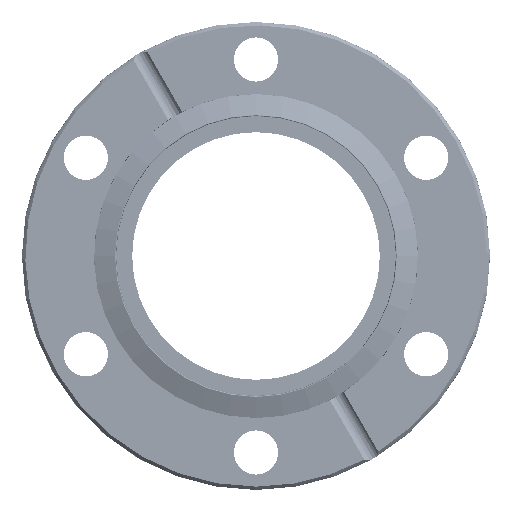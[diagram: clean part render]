
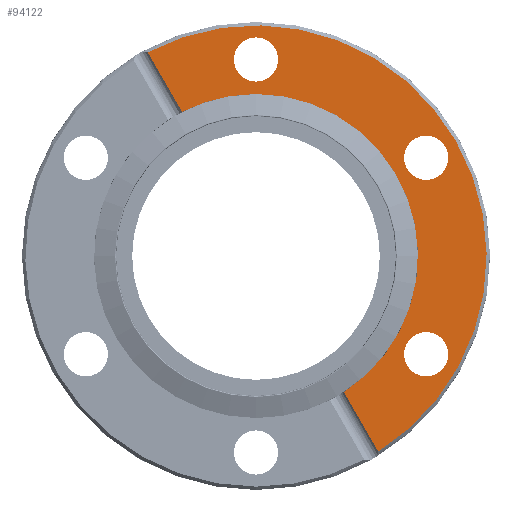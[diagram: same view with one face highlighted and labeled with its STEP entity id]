
A CAD part, left-side view. The second image highlights one B-rep face of the part: STEP entity #94122.
In plain terms, the highlighted planar face has unit normal (-1, 0, 0).
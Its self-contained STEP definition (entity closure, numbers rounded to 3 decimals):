
#1300 = EDGE_LOOP ( 'NONE', ( #128444, #149939 ) ) ;
#1704 = DIRECTION ( 'NONE',  ( 0., -0.5, -0.866 ) ) ;
#2583 = VERTEX_POINT ( 'NONE', #80825 ) ;
#3267 = CIRCLE ( 'NONE', #126285, 3.3 ) ;
#3322 = DIRECTION ( 'NONE',  ( 0., 0., 1. ) ) ;
#3558 = CARTESIAN_POINT ( 'NONE',  ( -53.35, 0., 32.65 ) ) ;
#4601 = AXIS2_PLACEMENT_3D ( 'NONE', #22783, #108514, #35146 ) ;
#5587 = DIRECTION ( 'NONE',  ( 0., 0., 1. ) ) ;
#5981 = CARTESIAN_POINT ( 'NONE',  ( -53.35, 0., 0. ) ) ;
#6514 = VECTOR ( 'NONE', #97955, 1000. ) ;
#6525 = CARTESIAN_POINT ( 'NONE',  ( -53.35, -18.254, -29.216 ) ) ;
#9144 = FACE_BOUND ( 'NONE', #1300, .T. ) ;
#10577 = CARTESIAN_POINT ( 'NONE',  ( -53.35, -25.418, -14.675 ) ) ;
#15726 = FACE_BOUND ( 'NONE', #96599, .T. ) ;
#16596 = LINE ( 'NONE', #62357, #77999 ) ;
#18325 = DIRECTION ( 'NONE',  ( 0., 0., 1. ) ) ;
#19439 = CARTESIAN_POINT ( 'NONE',  ( -53.35, 0., 26.05 ) ) ;
#20650 = CIRCLE ( 'NONE', #93489, 3.3 ) ;
#22783 = CARTESIAN_POINT ( 'NONE',  ( -53.35, 0., 0. ) ) ;
#22929 = DIRECTION ( 'NONE',  ( 0., 0., 1. ) ) ;
#23024 = CARTESIAN_POINT ( 'NONE',  ( -53.35, -25.418, 14.675 ) ) ;
#25634 = ORIENTED_EDGE ( 'NONE', *, *, #70602, .F. ) ;
#25920 = CARTESIAN_POINT ( 'NONE',  ( -53.35, -25.418, -11.375 ) ) ;
#25921 = EDGE_CURVE ( 'NONE', #89539, #87160, #128929, .T. ) ;
#27309 = AXIS2_PLACEMENT_3D ( 'NONE', #152247, #79035, #5587 ) ;
#29619 = VERTEX_POINT ( 'NONE', #3558 ) ;
#33064 = ORIENTED_EDGE ( 'NONE', *, *, #77632, .F. ) ;
#34136 = AXIS2_PLACEMENT_3D ( 'NONE', #44269, #129895, #56676 ) ;
#35146 = DIRECTION ( 'NONE',  ( 0., 0., 1. ) ) ;
#35396 = DIRECTION ( 'NONE',  ( 0., 0., 1. ) ) ;
#35637 = CARTESIAN_POINT ( 'NONE',  ( -53.35, 0., 24.2 ) ) ;
#35838 = CARTESIAN_POINT ( 'NONE',  ( -53.35, -25.418, 14.675 ) ) ;
#38504 = CIRCLE ( 'NONE', #152243, 3.3 ) ;
#39431 = CIRCLE ( 'NONE', #142972, 24.2 ) ;
#39848 = VERTEX_POINT ( 'NONE', #134922 ) ;
#42359 = VERTEX_POINT ( 'NONE', #112946 ) ;
#44269 = CARTESIAN_POINT ( 'NONE',  ( -53.35, 0., 0. ) ) ;
#44540 = FACE_OUTER_BOUND ( 'NONE', #125185, .T. ) ;
#48218 = DIRECTION ( 'NONE',  ( 0., 0., 1. ) ) ;
#48875 = CARTESIAN_POINT ( 'NONE',  ( -53.35, 0., 29.35 ) ) ;
#50528 = ORIENTED_EDGE ( 'NONE', *, *, #71322, .F. ) ;
#52712 = ORIENTED_EDGE ( 'NONE', *, *, #137343, .T. ) ;
#55290 = ORIENTED_EDGE ( 'NONE', *, *, #88121, .T. ) ;
#56676 = DIRECTION ( 'NONE',  ( 0., 0., 1. ) ) ;
#61217 = DIRECTION ( 'NONE',  ( 0., 0., 1. ) ) ;
#62357 = CARTESIAN_POINT ( 'NONE',  ( -53.35, -24.911, -40.746 ) ) ;
#67980 = LINE ( 'NONE', #73371, #6514 ) ;
#70602 = EDGE_CURVE ( 'NONE', #137157, #93737, #97639, .T. ) ;
#71322 = EDGE_CURVE ( 'NONE', #91132, #29619, #76548, .T. ) ;
#71765 = EDGE_CURVE ( 'NONE', #96498, #39848, #89609, .T. ) ;
#73371 = CARTESIAN_POINT ( 'NONE',  ( -53.35, -24.911, -40.746 ) ) ;
#74135 = ORIENTED_EDGE ( 'NONE', *, *, #127756, .F. ) ;
#75788 = EDGE_CURVE ( 'NONE', #89265, #42359, #79511, .T. ) ;
#76548 = CIRCLE ( 'NONE', #147088, 3.3 ) ;
#76763 = DIRECTION ( 'NONE',  ( -1., 0., 0. ) ) ;
#77514 = AXIS2_PLACEMENT_3D ( 'NONE', #35838, #121542, #48218 ) ;
#77632 = EDGE_CURVE ( 'NONE', #42359, #89265, #20650, .T. ) ;
#77999 = VECTOR ( 'NONE', #1704, 1000. ) ;
#79035 = DIRECTION ( 'NONE',  ( -1., 0., 0. ) ) ;
#79511 = CIRCLE ( 'NONE', #27309, 3.3 ) ;
#80825 = CARTESIAN_POINT ( 'NONE',  ( -53.35, 11.046, 21.532 ) ) ;
#86319 = EDGE_CURVE ( 'NONE', #39848, #96498, #38504, .T. ) ;
#87160 = VERTEX_POINT ( 'NONE', #148024 ) ;
#88121 = EDGE_CURVE ( 'NONE', #87160, #2583, #67980, .T. ) ;
#89265 = VERTEX_POINT ( 'NONE', #25920 ) ;
#89539 = VERTEX_POINT ( 'NONE', #6525 ) ;
#89609 = CIRCLE ( 'NONE', #77514, 3.3 ) ;
#91132 = VERTEX_POINT ( 'NONE', #19439 ) ;
#91729 = DIRECTION ( 'NONE',  ( -1., 0., 0. ) ) ;
#93461 = ORIENTED_EDGE ( 'NONE', *, *, #154200, .F. ) ;
#93489 = AXIS2_PLACEMENT_3D ( 'NONE', #10577, #96347, #22929 ) ;
#93737 = VERTEX_POINT ( 'NONE', #35637 ) ;
#94122 = ADVANCED_FACE ( 'NONE', ( #9144, #109722, #15726, #44540 ), #154243, .F. ) ;
#96347 = DIRECTION ( 'NONE',  ( -1., 0., 0. ) ) ;
#96498 = VERTEX_POINT ( 'NONE', #105791 ) ;
#96599 = EDGE_LOOP ( 'NONE', ( #93461, #50528 ) ) ;
#97639 = CIRCLE ( 'NONE', #34136, 24.2 ) ;
#97955 = DIRECTION ( 'NONE',  ( 0., -0.5, -0.866 ) ) ;
#102186 = EDGE_LOOP ( 'NONE', ( #143828, #33064 ) ) ;
#105791 = CARTESIAN_POINT ( 'NONE',  ( -53.35, -25.418, 17.975 ) ) ;
#106789 = CARTESIAN_POINT ( 'NONE',  ( -53.35, -13.124, -20.332 ) ) ;
#108514 = DIRECTION ( 'NONE',  ( -1., 0., 0. ) ) ;
#108764 = DIRECTION ( 'NONE',  ( -1., 0., 0. ) ) ;
#109722 = FACE_BOUND ( 'NONE', #102186, .T. ) ;
#112946 = CARTESIAN_POINT ( 'NONE',  ( -53.35, -25.418, -17.975 ) ) ;
#121542 = DIRECTION ( 'NONE',  ( -1., 0., 0. ) ) ;
#122624 = AXIS2_PLACEMENT_3D ( 'NONE', #148861, #153208, #148240 ) ;
#125185 = EDGE_LOOP ( 'NONE', ( #140838, #55290, #74135, #25634, #52712 ) ) ;
#126285 = AXIS2_PLACEMENT_3D ( 'NONE', #149983, #76763, #3322 ) ;
#127756 = EDGE_CURVE ( 'NONE', #93737, #2583, #39431, .T. ) ;
#128444 = ORIENTED_EDGE ( 'NONE', *, *, #71765, .F. ) ;
#128929 = CIRCLE ( 'NONE', #4601, 34.45 ) ;
#129895 = DIRECTION ( 'NONE',  ( -1., 0., 0. ) ) ;
#134384 = DIRECTION ( 'NONE',  ( -1., 0., 0. ) ) ;
#134922 = CARTESIAN_POINT ( 'NONE',  ( -53.35, -25.418, 11.375 ) ) ;
#137157 = VERTEX_POINT ( 'NONE', #106789 ) ;
#137343 = EDGE_CURVE ( 'NONE', #137157, #89539, #16596, .T. ) ;
#140838 = ORIENTED_EDGE ( 'NONE', *, *, #25921, .T. ) ;
#142972 = AXIS2_PLACEMENT_3D ( 'NONE', #5981, #91729, #18325 ) ;
#143828 = ORIENTED_EDGE ( 'NONE', *, *, #75788, .F. ) ;
#147088 = AXIS2_PLACEMENT_3D ( 'NONE', #48875, #134384, #61217 ) ;
#148024 = CARTESIAN_POINT ( 'NONE',  ( -53.35, 16.175, 30.416 ) ) ;
#148240 = DIRECTION ( 'NONE',  ( 0., 0., -1. ) ) ;
#148861 = CARTESIAN_POINT ( 'NONE',  ( -53.35, 0., 18.5 ) ) ;
#149939 = ORIENTED_EDGE ( 'NONE', *, *, #86319, .F. ) ;
#149983 = CARTESIAN_POINT ( 'NONE',  ( -53.35, 0., 29.35 ) ) ;
#152243 = AXIS2_PLACEMENT_3D ( 'NONE', #23024, #108764, #35396 ) ;
#152247 = CARTESIAN_POINT ( 'NONE',  ( -53.35, -25.418, -14.675 ) ) ;
#153208 = DIRECTION ( 'NONE',  ( 1., 0., 0. ) ) ;
#154200 = EDGE_CURVE ( 'NONE', #29619, #91132, #3267, .T. ) ;
#154243 = PLANE ( 'NONE',  #122624 ) ;
